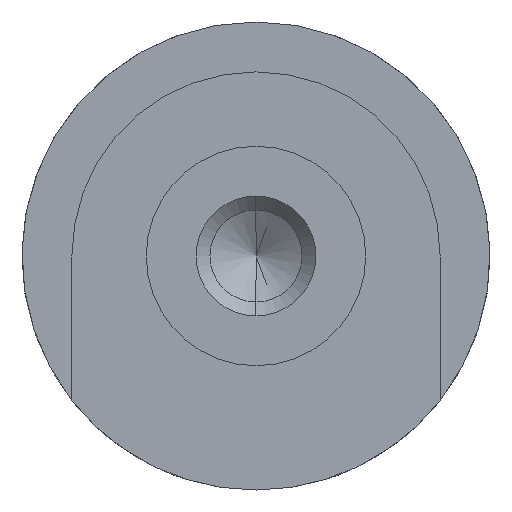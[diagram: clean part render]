
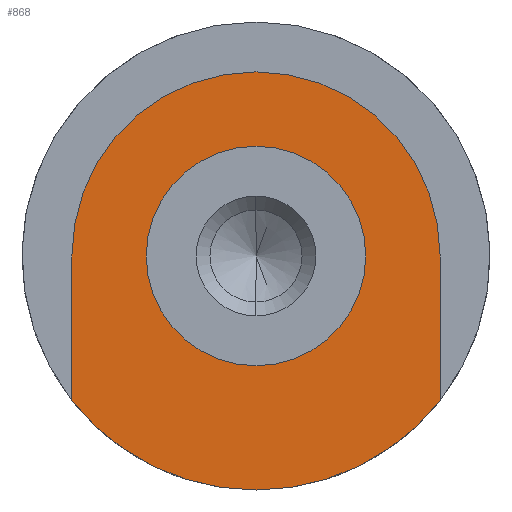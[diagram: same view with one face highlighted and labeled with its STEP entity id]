
A CAD part, left-side view. The second image highlights one B-rep face of the part: STEP entity #868.
In plain terms, the highlighted planar face has unit normal (-1, 0, 0).
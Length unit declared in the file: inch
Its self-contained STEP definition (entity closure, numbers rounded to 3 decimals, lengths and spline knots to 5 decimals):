
#6 = CIRCLE ( 'NONE', #772, 0.5 ) ;
#8 = CIRCLE ( 'NONE', #440, 0.2345 ) ;
#69 = AXIS2_PLACEMENT_3D ( 'NONE', #140, #385, #706 ) ;
#77 = EDGE_CURVE ( 'NONE', #521, #280, #8, .T. ) ;
#78 = CARTESIAN_POINT ( 'NONE',  ( 0., -0.3935, -0.30848 ) ) ;
#83 = DIRECTION ( 'NONE',  ( -1., 0., 0. ) ) ;
#103 = VECTOR ( 'NONE', #589, 39.37008 ) ;
#110 = LINE ( 'NONE', #260, #103 ) ;
#123 = DIRECTION ( 'NONE',  ( 0., -1., 0. ) ) ;
#140 = CARTESIAN_POINT ( 'NONE',  ( 0., 0., 0. ) ) ;
#150 = EDGE_CURVE ( 'NONE', #642, #728, #459, .T. ) ;
#161 = EDGE_CURVE ( 'NONE', #976, #642, #839, .T. ) ;
#165 = CARTESIAN_POINT ( 'NONE',  ( 0., 0., 0. ) ) ;
#167 = ORIENTED_EDGE ( 'NONE', *, *, #851, .T. ) ;
#176 = ORIENTED_EDGE ( 'NONE', *, *, #678, .F. ) ;
#182 = CARTESIAN_POINT ( 'NONE',  ( 0., 0.3935, 0. ) ) ;
#199 = CARTESIAN_POINT ( 'NONE',  ( 0., 0., 0. ) ) ;
#210 = CARTESIAN_POINT ( 'NONE',  ( 0., 0.3935, 0. ) ) ;
#260 = CARTESIAN_POINT ( 'NONE',  ( 0., -0.3935, 0. ) ) ;
#272 = DIRECTION ( 'NONE',  ( 0., 0., 1. ) ) ;
#280 = VERTEX_POINT ( 'NONE', #462 ) ;
#340 = DIRECTION ( 'NONE',  ( -1., 0., 0. ) ) ;
#357 = DIRECTION ( 'NONE',  ( -1., 0., 0. ) ) ;
#363 = DIRECTION ( 'NONE',  ( -1., 0., 0. ) ) ;
#374 = AXIS2_PLACEMENT_3D ( 'NONE', #1009, #357, #272 ) ;
#377 = EDGE_LOOP ( 'NONE', ( #517, #934 ) ) ;
#380 = VERTEX_POINT ( 'NONE', #78 ) ;
#382 = ORIENTED_EDGE ( 'NONE', *, *, #161, .T. ) ;
#383 = CARTESIAN_POINT ( 'NONE',  ( 0., 0., -0.5 ) ) ;
#385 = DIRECTION ( 'NONE',  ( -1., 0., 0. ) ) ;
#400 = EDGE_CURVE ( 'NONE', #422, #976, #579, .T. ) ;
#422 = VERTEX_POINT ( 'NONE', #871 ) ;
#424 = CIRCLE ( 'NONE', #736, 0.2345 ) ;
#440 = AXIS2_PLACEMENT_3D ( 'NONE', #656, #340, #800 ) ;
#457 = AXIS2_PLACEMENT_3D ( 'NONE', #722, #479, #727 ) ;
#459 = CIRCLE ( 'NONE', #374, 0.5 ) ;
#462 = CARTESIAN_POINT ( 'NONE',  ( 0., -0.2345, 0. ) ) ;
#479 = DIRECTION ( 'NONE',  ( 1., 0., 0. ) ) ;
#517 = ORIENTED_EDGE ( 'NONE', *, *, #77, .F. ) ;
#521 = VERTEX_POINT ( 'NONE', #574 ) ;
#565 = FACE_OUTER_BOUND ( 'NONE', #648, .T. ) ;
#574 = CARTESIAN_POINT ( 'NONE',  ( 0., 0.2345, 0. ) ) ;
#579 = CIRCLE ( 'NONE', #69, 0.3935 ) ;
#589 = DIRECTION ( 'NONE',  ( 0., 0., -1. ) ) ;
#629 = VECTOR ( 'NONE', #994, 39.37008 ) ;
#636 = FACE_BOUND ( 'NONE', #377, .T. ) ;
#642 = VERTEX_POINT ( 'NONE', #672 ) ;
#645 = DIRECTION ( 'NONE',  ( 0., 0., 1. ) ) ;
#648 = EDGE_LOOP ( 'NONE', ( #382, #925, #167, #176, #837 ) ) ;
#656 = CARTESIAN_POINT ( 'NONE',  ( 0., 0., 0. ) ) ;
#672 = CARTESIAN_POINT ( 'NONE',  ( 0., 0.3935, -0.30848 ) ) ;
#678 = EDGE_CURVE ( 'NONE', #422, #380, #110, .T. ) ;
#706 = DIRECTION ( 'NONE',  ( 0., -1., 0. ) ) ;
#722 = CARTESIAN_POINT ( 'NONE',  ( 0., 0.5, 0. ) ) ;
#727 = DIRECTION ( 'NONE',  ( 0., 0., -1. ) ) ;
#728 = VERTEX_POINT ( 'NONE', #383 ) ;
#736 = AXIS2_PLACEMENT_3D ( 'NONE', #199, #363, #123 ) ;
#772 = AXIS2_PLACEMENT_3D ( 'NONE', #165, #83, #645 ) ;
#800 = DIRECTION ( 'NONE',  ( 0., -1., 0. ) ) ;
#837 = ORIENTED_EDGE ( 'NONE', *, *, #400, .T. ) ;
#839 = LINE ( 'NONE', #210, #629 ) ;
#851 = EDGE_CURVE ( 'NONE', #728, #380, #6, .T. ) ;
#868 = ADVANCED_FACE ( 'NONE', ( #636, #565 ), #879, .F. ) ;
#871 = CARTESIAN_POINT ( 'NONE',  ( 0., -0.3935, 0. ) ) ;
#879 = PLANE ( 'NONE',  #457 ) ;
#925 = ORIENTED_EDGE ( 'NONE', *, *, #150, .T. ) ;
#934 = ORIENTED_EDGE ( 'NONE', *, *, #1021, .F. ) ;
#976 = VERTEX_POINT ( 'NONE', #182 ) ;
#994 = DIRECTION ( 'NONE',  ( 0., 0., -1. ) ) ;
#1009 = CARTESIAN_POINT ( 'NONE',  ( 0., 0., 0. ) ) ;
#1021 = EDGE_CURVE ( 'NONE', #280, #521, #424, .T. ) ;
